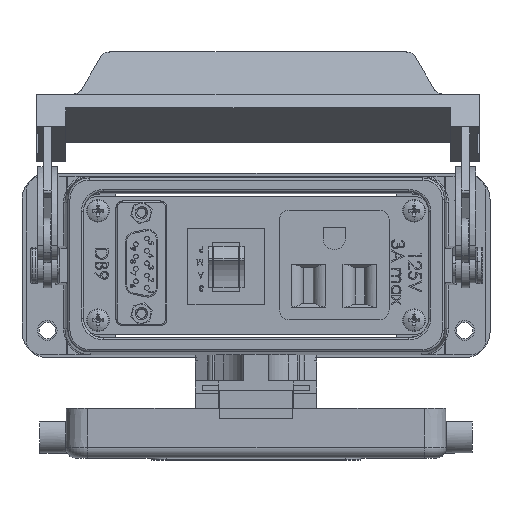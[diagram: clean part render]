
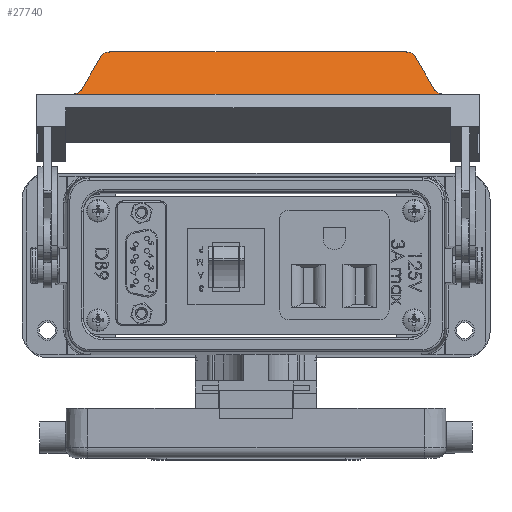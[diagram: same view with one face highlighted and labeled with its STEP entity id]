
A CAD part, top view. The second image highlights one B-rep face of the part: STEP entity #27740.
In plain terms, the highlighted planar face has unit normal (0, 0.372, 0.928).
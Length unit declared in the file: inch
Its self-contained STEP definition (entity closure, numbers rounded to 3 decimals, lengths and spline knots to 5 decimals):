
#5149 = DIRECTION ( 'NONE',  ( 0., 0.928, -0.372 ) ) ;
#5487 = PLANE ( 'NONE',  #56016 ) ;
#5715 = CARTESIAN_POINT ( 'NONE',  ( -0.48193, 2.15602, 0.02725 ) ) ;
#7212 = CARTESIAN_POINT ( 'NONE',  ( -0.48193, 2.15602, 0.02725 ) ) ;
#8394 = FACE_OUTER_BOUND ( 'NONE', #17423, .T. ) ;
#8899 = EDGE_CURVE ( 'NONE', #44033, #33517, #91883, .T. ) ;
#12624 = CARTESIAN_POINT ( 'NONE',  ( -0.79292, 1.63408, 0.23626 ) ) ;
#14785 = ORIENTED_EDGE ( 'NONE', *, *, #30348, .T. ) ;
#15530 = CARTESIAN_POINT ( 'NONE',  ( -1.10523, 1.79445, 0.17204 ) ) ;
#17052 = VERTEX_POINT ( 'NONE', #88387 ) ;
#17423 = EDGE_LOOP ( 'NONE', ( #48413, #87250, #74479, #66561, #32834, #14785, #40853, #89941 ) ) ;
#18890 = CARTESIAN_POINT ( 'NONE',  ( 2.77635, 1.81217, 0.16494 ) ) ;
#20048 = EDGE_CURVE ( 'NONE', #28271, #82098, #57471, .T. ) ;
#20189 = EDGE_CURVE ( 'NONE', #21411, #28271, #39644, .T. ) ;
#20365 = VERTEX_POINT ( 'NONE', #39347 ) ;
#21411 = VERTEX_POINT ( 'NONE', #25672 ) ;
#24297 =( BOUNDED_CURVE ( )  B_SPLINE_CURVE ( 3, ( #57751, #42975, #28580, #5715 ),
 .UNSPECIFIED., .F., .F. ) 
 B_SPLINE_CURVE_WITH_KNOTS ( ( 4, 4 ),
 ( 3.14159, 4.19074 ),
 .UNSPECIFIED. ) 
 CURVE ( )  GEOMETRIC_REPRESENTATION_ITEM ( )  RATIONAL_B_SPLINE_CURVE ( ( 1., 0.91, 0.91, 1. ) ) 
 REPRESENTATION_ITEM ( '' )  );
#25672 = CARTESIAN_POINT ( 'NONE',  ( 2.57147, 2.15602, 0.02725 ) ) ;
#25819 = CARTESIAN_POINT ( 'NONE',  ( -1.10523, 2.20441, 0.00787 ) ) ;
#25953 = EDGE_CURVE ( 'NONE', #17052, #21411, #52009, .T. ) ;
#27740 = ADVANCED_FACE ( 'NONE', ( #8394 ), #5487, .F. ) ;
#28271 = VERTEX_POINT ( 'NONE', #95752 ) ;
#28580 = CARTESIAN_POINT ( 'NONE',  ( -0.46365, 2.18669, 0.01497 ) ) ;
#29474 = VECTOR ( 'NONE', #61878, 39.37008 ) ;
#30348 = EDGE_CURVE ( 'NONE', #20365, #82098, #44372, .T. ) ;
#31859 = CARTESIAN_POINT ( 'NONE',  ( 2.55319, 2.18669, 0.01497 ) ) ;
#32834 = ORIENTED_EDGE ( 'NONE', *, *, #49841, .T. ) ;
#33517 = VERTEX_POINT ( 'NONE', #96742 ) ;
#36373 = VERTEX_POINT ( 'NONE', #86108 ) ;
#36931 = CARTESIAN_POINT ( 'NONE',  ( -0.66853, 1.84284, 0.15266 ) ) ;
#38496 = EDGE_CURVE ( 'NONE', #36373, #44033, #24297, .T. ) ;
#39347 = CARTESIAN_POINT ( 'NONE',  ( -0.75523, 1.79445, 0.17204 ) ) ;
#39644 = LINE ( 'NONE', #42722, #43141 ) ;
#40853 = ORIENTED_EDGE ( 'NONE', *, *, #20048, .F. ) ;
#41413 = CARTESIAN_POINT ( 'NONE',  ( 2.84477, 1.79445, 0.17204 ) ) ;
#42722 = CARTESIAN_POINT ( 'NONE',  ( 1.87508, 3.32479, -0.44078 ) ) ;
#42975 = CARTESIAN_POINT ( 'NONE',  ( -0.43191, 2.20441, 0.00787 ) ) ;
#43141 = VECTOR ( 'NONE', #95189, 39.37008 ) ;
#43693 = DIRECTION ( 'NONE',  ( 0., -0.372, -0.928 ) ) ;
#44033 = VERTEX_POINT ( 'NONE', #7212 ) ;
#44372 = LINE ( 'NONE', #15530, #86777 ) ;
#48382 = VECTOR ( 'NONE', #65039, 39.37008 ) ;
#48413 = ORIENTED_EDGE ( 'NONE', *, *, #25953, .F. ) ;
#48648 = CARTESIAN_POINT ( 'NONE',  ( 2.75807, 1.84284, 0.15266 ) ) ;
#49841 = EDGE_CURVE ( 'NONE', #33517, #20365, #74411, .T. ) ;
#51832 = CARTESIAN_POINT ( 'NONE',  ( 2.84477, 1.79445, 0.17204 ) ) ;
#52009 =( BOUNDED_CURVE ( )  B_SPLINE_CURVE ( 3, ( #76820, #76496, #31859, #54451 ),
 .UNSPECIFIED., .F., .F. ) 
 B_SPLINE_CURVE_WITH_KNOTS ( ( 4, 4 ),
 ( 3.14159, 4.19074 ),
 .UNSPECIFIED. ) 
 CURVE ( )  GEOMETRIC_REPRESENTATION_ITEM ( )  RATIONAL_B_SPLINE_CURVE ( ( 1., 0.91, 0.91, 1. ) ) 
 REPRESENTATION_ITEM ( '' )  );
#54451 = CARTESIAN_POINT ( 'NONE',  ( 2.57147, 2.15602, 0.02725 ) ) ;
#56016 = AXIS2_PLACEMENT_3D ( 'NONE', #57835, #43693, #5149 ) ;
#57471 =( BOUNDED_CURVE ( )  B_SPLINE_CURVE ( 3, ( #48648, #18890, #78850, #41413 ),
 .UNSPECIFIED., .F., .F. ) 
 B_SPLINE_CURVE_WITH_KNOTS ( ( 4, 4 ),
 ( 5.23404, 6.28319 ),
 .UNSPECIFIED. ) 
 CURVE ( )  GEOMETRIC_REPRESENTATION_ITEM ( )  RATIONAL_B_SPLINE_CURVE ( ( 1., 0.91, 0.91, 1. ) ) 
 REPRESENTATION_ITEM ( '' )  );
#57751 = CARTESIAN_POINT ( 'NONE',  ( -0.39523, 2.20441, 0.00787 ) ) ;
#57835 = CARTESIAN_POINT ( 'NONE',  ( -1.10523, 1.79445, 0.17204 ) ) ;
#61878 = DIRECTION ( 'NONE',  ( -1., 0., 0. ) ) ;
#65039 = DIRECTION ( 'NONE',  ( -0.484, -0.812, 0.325 ) ) ;
#65878 = LINE ( 'NONE', #25819, #29474 ) ;
#66561 = ORIENTED_EDGE ( 'NONE', *, *, #8899, .T. ) ;
#74411 =( BOUNDED_CURVE ( )  B_SPLINE_CURVE ( 3, ( #36931, #76285, #85084, #97131 ),
 .UNSPECIFIED., .F., .F. ) 
 B_SPLINE_CURVE_WITH_KNOTS ( ( 4, 4 ),
 ( 5.23404, 6.28319 ),
 .UNSPECIFIED. ) 
 CURVE ( )  GEOMETRIC_REPRESENTATION_ITEM ( )  RATIONAL_B_SPLINE_CURVE ( ( 1., 0.91, 0.91, 1. ) ) 
 REPRESENTATION_ITEM ( '' )  );
#74479 = ORIENTED_EDGE ( 'NONE', *, *, #38496, .T. ) ;
#76285 = CARTESIAN_POINT ( 'NONE',  ( -0.68681, 1.81217, 0.16494 ) ) ;
#76496 = CARTESIAN_POINT ( 'NONE',  ( 2.52145, 2.20441, 0.00787 ) ) ;
#76820 = CARTESIAN_POINT ( 'NONE',  ( 2.48477, 2.20441, 0.00787 ) ) ;
#78850 = CARTESIAN_POINT ( 'NONE',  ( 2.80809, 1.79445, 0.17204 ) ) ;
#82098 = VERTEX_POINT ( 'NONE', #51832 ) ;
#82825 = EDGE_CURVE ( 'NONE', #17052, #36373, #65878, .T. ) ;
#83970 = DIRECTION ( 'NONE',  ( 1., 0., 0. ) ) ;
#85084 = CARTESIAN_POINT ( 'NONE',  ( -0.71855, 1.79445, 0.17204 ) ) ;
#86108 = CARTESIAN_POINT ( 'NONE',  ( -0.39523, 2.20441, 0.00787 ) ) ;
#86777 = VECTOR ( 'NONE', #83970, 39.37008 ) ;
#87250 = ORIENTED_EDGE ( 'NONE', *, *, #82825, .T. ) ;
#88387 = CARTESIAN_POINT ( 'NONE',  ( 2.48477, 2.20441, 0.00787 ) ) ;
#89941 = ORIENTED_EDGE ( 'NONE', *, *, #20189, .F. ) ;
#91883 = LINE ( 'NONE', #12624, #48382 ) ;
#95189 = DIRECTION ( 'NONE',  ( 0.484, -0.812, 0.325 ) ) ;
#95752 = CARTESIAN_POINT ( 'NONE',  ( 2.75807, 1.84284, 0.15266 ) ) ;
#96742 = CARTESIAN_POINT ( 'NONE',  ( -0.66853, 1.84284, 0.15266 ) ) ;
#97131 = CARTESIAN_POINT ( 'NONE',  ( -0.75523, 1.79445, 0.17204 ) ) ;
